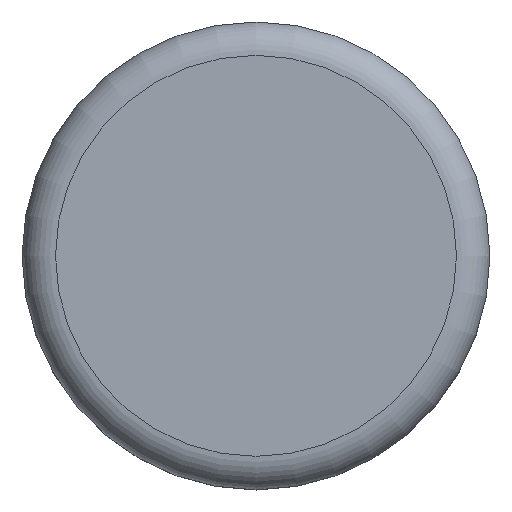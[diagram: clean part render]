
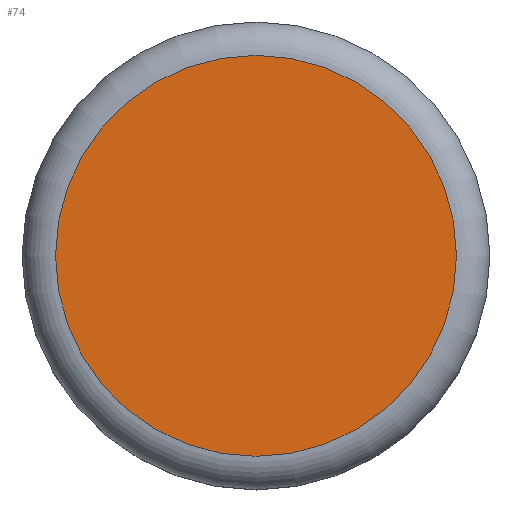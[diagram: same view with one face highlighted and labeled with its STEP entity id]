
A CAD part, top view. The second image highlights one B-rep face of the part: STEP entity #74.
In plain terms, the highlighted planar face has unit normal (0, 0, 1).
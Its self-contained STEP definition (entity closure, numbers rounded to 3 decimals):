
#23=PLANE('',#96);
#29=ORIENTED_EDGE('',*,*,#37,.T.);
#37=EDGE_CURVE('',#42,#42,#47,.F.);
#42=VERTEX_POINT('',#137);
#47=CIRCLE('',#97,3.);
#54=EDGE_LOOP('',(#29));
#64=FACE_BOUND('',#54,.T.);
#74=ADVANCED_FACE('',(#64),#23,.F.);
#96=AXIS2_PLACEMENT_3D('',#135,#115,#116);
#97=AXIS2_PLACEMENT_3D('',#136,#117,#118);
#115=DIRECTION('',(0.,0.,-1.));
#116=DIRECTION('',(-1.,0.,0.));
#117=DIRECTION('',(0.,0.,-1.));
#118=DIRECTION('',(-1.,0.,0.));
#135=CARTESIAN_POINT('',(0.,0.,11.));
#136=CARTESIAN_POINT('',(0.,0.,11.));
#137=CARTESIAN_POINT('',(-3.,0.,11.));
